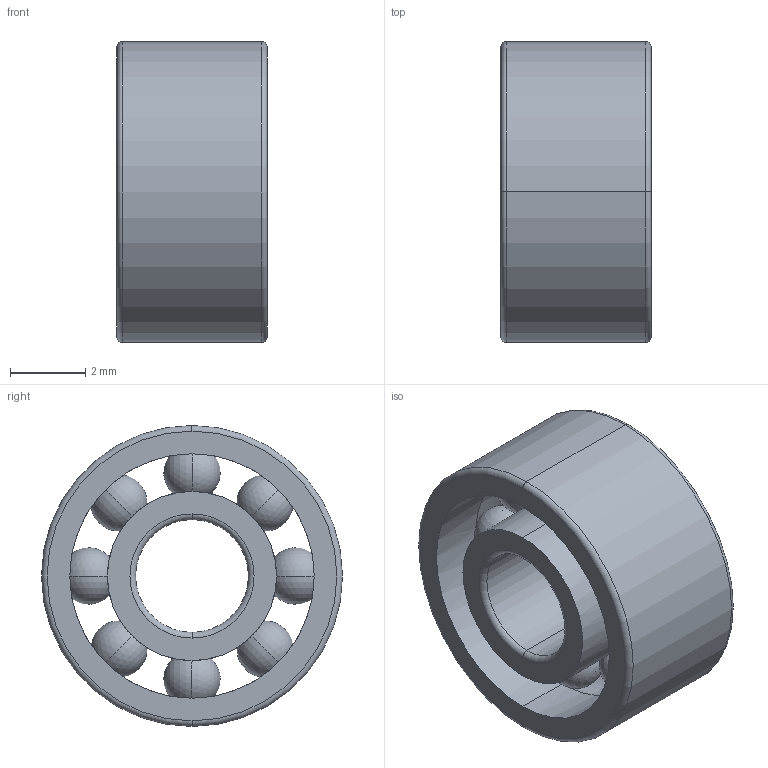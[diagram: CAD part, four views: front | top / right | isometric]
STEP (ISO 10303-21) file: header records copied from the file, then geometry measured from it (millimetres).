
FILE_DESCRIPTION (( 'STEP AP203' ), '1' );
FILE_NAME ('instrument ball bearing_68_iso_ISO 1224 - 390308 - R-8-DE-NC-8_68_sldprt.STEP', '2022-12-13T23:47:02', ( '' ), ( '' ), 'SwSTEP 2.0', 'SolidWorks 2022', '' );
FILE_SCHEMA (( 'CONFIG_CONTROL_DESIGN' ));
Length unit declared in the file: millimetre
Products named in the file (1): instrument ball bearing_68_iso_ISO 1224 - 390308 - R-8-DE-NC-8_68_sldprt
Bounding box: 4 x 8 x 8 mm (x, y, z)
Volume: 111.7 mm3; surface area: 369.6 mm2
Topology: 1 solids, 1 shells, 64 faces, 260 edges, 168 vertices
Faces by surface type: torus 32, sphere 16, cylinder 12, plane 4
Entity records: 2817 total; most frequent: CARTESIAN_POINT 877, ORIENTED_EDGE 456, DIRECTION 350, EDGE_CURVE 228, AXIS2_PLACEMENT_3D 169, VERTEX_POINT 152, B_SPLINE_CURVE_WITH_KNOTS 112, CIRCLE 104
